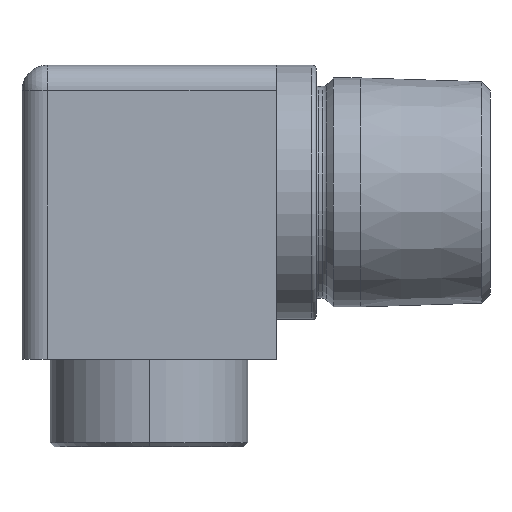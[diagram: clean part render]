
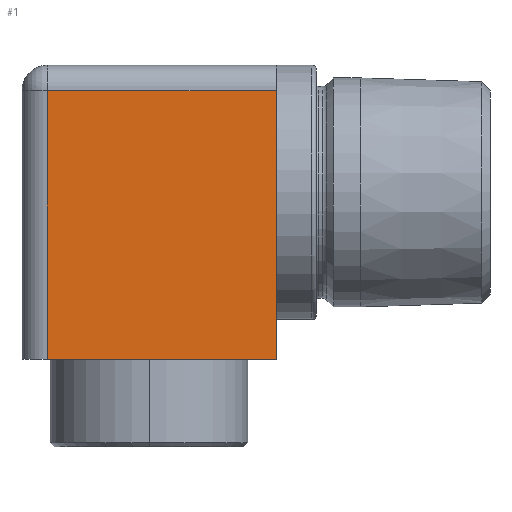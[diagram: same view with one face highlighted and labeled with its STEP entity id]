
A CAD part, left-side view. The second image highlights one B-rep face of the part: STEP entity #1.
In plain terms, the highlighted planar face has unit normal (-1, 0, 0).
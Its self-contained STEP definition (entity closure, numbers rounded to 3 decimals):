
#1 = ADVANCED_FACE ( 'NONE', ( #1094 ), #920, .T. ) ;
#28 = ORIENTED_EDGE ( 'NONE', *, *, #1585, .F. ) ;
#31 = AXIS2_PLACEMENT_3D ( 'NONE', #1356, #1762, #772 ) ;
#42 = LINE ( 'NONE', #442, #1134 ) ;
#88 = ORIENTED_EDGE ( 'NONE', *, *, #1804, .T. ) ;
#228 = DIRECTION ( 'NONE',  ( 0., 0., -1. ) ) ;
#272 = CARTESIAN_POINT ( 'NONE',  ( 0., 13.925, -17.138 ) ) ;
#319 = VERTEX_POINT ( 'NONE', #1524 ) ;
#355 = LINE ( 'NONE', #272, #673 ) ;
#441 = VERTEX_POINT ( 'NONE', #1621 ) ;
#442 = CARTESIAN_POINT ( 'NONE',  ( 0., 40.925, -11.838 ) ) ;
#512 = ORIENTED_EDGE ( 'NONE', *, *, #1245, .T. ) ;
#522 = VECTOR ( 'NONE', #228, 1000. ) ;
#575 = VECTOR ( 'NONE', #984, 1000. ) ;
#673 = VECTOR ( 'NONE', #1262, 1000. ) ;
#683 = EDGE_CURVE ( 'NONE', #859, #319, #1658, .T. ) ;
#714 = ORIENTED_EDGE ( 'NONE', *, *, #1449, .F. ) ;
#772 = DIRECTION ( 'NONE',  ( 0., 0., 1. ) ) ;
#779 = VECTOR ( 'NONE', #1016, 1000. ) ;
#859 = VERTEX_POINT ( 'NONE', #1199 ) ;
#901 = LINE ( 'NONE', #1205, #522 ) ;
#920 = PLANE ( 'NONE',  #31 ) ;
#928 = VERTEX_POINT ( 'NONE', #1616 ) ;
#984 = DIRECTION ( 'NONE',  ( 0., 1., 0. ) ) ;
#1016 = DIRECTION ( 'NONE',  ( 0., 1., 0. ) ) ;
#1094 = FACE_OUTER_BOUND ( 'NONE', #1323, .T. ) ;
#1134 = VECTOR ( 'NONE', #1714, 1000. ) ;
#1166 = LINE ( 'NONE', #1715, #779 ) ;
#1199 = CARTESIAN_POINT ( 'NONE',  ( 0., 13.925, -11.838 ) ) ;
#1205 = CARTESIAN_POINT ( 'NONE',  ( 0., 13.925, 22.862 ) ) ;
#1245 = EDGE_CURVE ( 'NONE', #928, #441, #1166, .T. ) ;
#1262 = DIRECTION ( 'NONE',  ( 0., 0., -1. ) ) ;
#1323 = EDGE_LOOP ( 'NONE', ( #512, #88, #1550, #28, #714 ) ) ;
#1356 = CARTESIAN_POINT ( 'NONE',  ( 0., 43.925, 22.862 ) ) ;
#1392 = VERTEX_POINT ( 'NONE', #1752 ) ;
#1449 = EDGE_CURVE ( 'NONE', #928, #1392, #901, .T. ) ;
#1524 = CARTESIAN_POINT ( 'NONE',  ( 0., 40.925, -11.838 ) ) ;
#1550 = ORIENTED_EDGE ( 'NONE', *, *, #683, .F. ) ;
#1585 = EDGE_CURVE ( 'NONE', #1392, #859, #355, .T. ) ;
#1616 = CARTESIAN_POINT ( 'NONE',  ( 0., 13.925, 19.862 ) ) ;
#1621 = CARTESIAN_POINT ( 'NONE',  ( 0., 40.925, 19.862 ) ) ;
#1658 = LINE ( 'NONE', #1826, #575 ) ;
#1714 = DIRECTION ( 'NONE',  ( 0., 0., -1. ) ) ;
#1715 = CARTESIAN_POINT ( 'NONE',  ( 0., 43.925, 19.862 ) ) ;
#1752 = CARTESIAN_POINT ( 'NONE',  ( 0., 13.925, 7.862 ) ) ;
#1762 = DIRECTION ( 'NONE',  ( -1., 0., 0. ) ) ;
#1804 = EDGE_CURVE ( 'NONE', #441, #319, #42, .T. ) ;
#1826 = CARTESIAN_POINT ( 'NONE',  ( 0., 43.925, -11.838 ) ) ;
